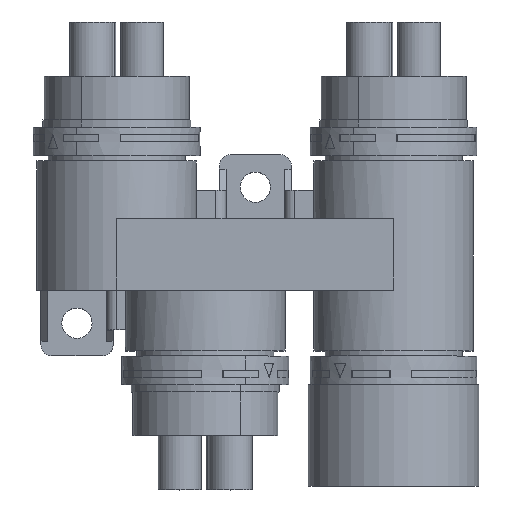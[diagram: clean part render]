
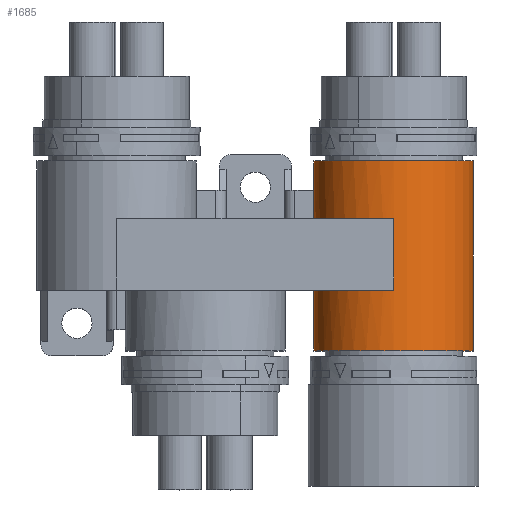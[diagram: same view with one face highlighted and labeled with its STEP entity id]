
A CAD part, top view. The second image highlights one B-rep face of the part: STEP entity #1685.
In plain terms, the highlighted cylindrical face has radius 11 mm (diameter 22 mm), a partial arc.
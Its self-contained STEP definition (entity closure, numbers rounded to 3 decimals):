
#1515=AXIS2_PLACEMENT_3D('Circle Axis2P3D',#1513,#1514,$) ;
#1522=AXIS2_PLACEMENT_3D('Circle Axis2P3D',#1520,#1521,$) ;
#1585=AXIS2_PLACEMENT_3D('Circle Axis2P3D',#1583,#1584,$) ;
#1604=AXIS2_PLACEMENT_3D('Circle Axis2P3D',#1602,#1603,$) ;
#1622=AXIS2_PLACEMENT_3D('Cylinder Axis2P3D',#1619,#1620,#1621) ;
#1633=AXIS2_PLACEMENT_3D('Circle Axis2P3D',#1631,#1632,$) ;
#1647=AXIS2_PLACEMENT_3D('Circle Axis2P3D',#1645,#1646,$) ;
#1661=AXIS2_PLACEMENT_3D('Circle Axis2P3D',#1659,#1660,$) ;
#826=CARTESIAN_POINT('Line Origine',(49.68,32.468,25.)) ;
#830=CARTESIAN_POINT('Vertex',(49.68,37.41,25.)) ;
#832=CARTESIAN_POINT('Vertex',(49.68,27.526,25.)) ;
#1513=CARTESIAN_POINT('Axis2P3D Location',(49.68,37.41,14.)) ;
#1517=CARTESIAN_POINT('Vertex',(48.2,37.41,24.9)) ;
#1520=CARTESIAN_POINT('Axis2P3D Location',(49.68,37.41,14.)) ;
#1524=CARTESIAN_POINT('Vertex',(38.687,37.41,14.4)) ;
#1583=CARTESIAN_POINT('Axis2P3D Location',(49.68,27.526,14.)) ;
#1587=CARTESIAN_POINT('Vertex',(48.2,27.526,24.9)) ;
#1599=CARTESIAN_POINT('Vertex',(38.68,27.526,14.)) ;
#1602=CARTESIAN_POINT('Axis2P3D Location',(49.68,27.526,14.)) ;
#1619=CARTESIAN_POINT('Axis2P3D Location',(49.68,31.64,14.)) ;
#1624=CARTESIAN_POINT('Line Origine',(38.68,31.64,14.)) ;
#1628=CARTESIAN_POINT('Vertex',(38.68,19.15,14.)) ;
#1631=CARTESIAN_POINT('Axis2P3D Location',(49.68,19.15,14.)) ;
#1635=CARTESIAN_POINT('Vertex',(60.68,19.15,14.)) ;
#1638=CARTESIAN_POINT('Line Origine',(60.68,31.64,14.)) ;
#1642=CARTESIAN_POINT('Vertex',(60.68,45.35,14.)) ;
#1645=CARTESIAN_POINT('Axis2P3D Location',(49.68,45.35,14.)) ;
#1649=CARTESIAN_POINT('Vertex',(38.68,45.35,14.)) ;
#1652=CARTESIAN_POINT('Line Origine',(38.68,31.64,14.)) ;
#1656=CARTESIAN_POINT('Vertex',(38.68,41.3,14.)) ;
#1659=CARTESIAN_POINT('Axis2P3D Location',(49.68,41.3,14.)) ;
#1663=CARTESIAN_POINT('Vertex',(38.687,41.3,14.4)) ;
#1666=CARTESIAN_POINT('Line Origine',(38.687,31.64,14.4)) ;
#827=DIRECTION('Vector Direction',(0.,-1.,0.)) ;
#1514=DIRECTION('Axis2P3D Direction',(0.,-1.,0.)) ;
#1521=DIRECTION('Axis2P3D Direction',(0.,-1.,0.)) ;
#1584=DIRECTION('Axis2P3D Direction',(0.,1.,0.)) ;
#1603=DIRECTION('Axis2P3D Direction',(0.,1.,0.)) ;
#1620=DIRECTION('Axis2P3D Direction',(0.,1.,0.)) ;
#1621=DIRECTION('Axis2P3D XDirection',(-1.,0.,0.)) ;
#1625=DIRECTION('Vector Direction',(0.,1.,0.)) ;
#1632=DIRECTION('Axis2P3D Direction',(0.,1.,0.)) ;
#1639=DIRECTION('Vector Direction',(0.,1.,0.)) ;
#1646=DIRECTION('Axis2P3D Direction',(0.,1.,0.)) ;
#1653=DIRECTION('Vector Direction',(0.,1.,0.)) ;
#1660=DIRECTION('Axis2P3D Direction',(0.,1.,0.)) ;
#1667=DIRECTION('Vector Direction',(0.,1.,0.)) ;
#828=VECTOR('Line Direction',#827,1.) ;
#1626=VECTOR('Line Direction',#1625,1.) ;
#1640=VECTOR('Line Direction',#1639,1.) ;
#1654=VECTOR('Line Direction',#1653,1.) ;
#1668=VECTOR('Line Direction',#1667,1.) ;
#1672=ORIENTED_EDGE('',*,*,#1526,.F.) ;
#1673=ORIENTED_EDGE('',*,*,#1519,.F.) ;
#1674=ORIENTED_EDGE('',*,*,#834,.T.) ;
#1675=ORIENTED_EDGE('',*,*,#1589,.F.) ;
#1676=ORIENTED_EDGE('',*,*,#1606,.F.) ;
#1677=ORIENTED_EDGE('',*,*,#1630,.T.) ;
#1678=ORIENTED_EDGE('',*,*,#1637,.F.) ;
#1679=ORIENTED_EDGE('',*,*,#1644,.F.) ;
#1680=ORIENTED_EDGE('',*,*,#1651,.F.) ;
#1681=ORIENTED_EDGE('',*,*,#1658,.T.) ;
#1682=ORIENTED_EDGE('',*,*,#1665,.T.) ;
#1683=ORIENTED_EDGE('',*,*,#1670,.F.) ;
#1685=ADVANCED_FACE('STECKVERBINDER',(#1684),#1623,.T.) ;
#1516=CIRCLE('generated circle',#1515,11.) ;
#1523=CIRCLE('generated circle',#1522,11.) ;
#1586=CIRCLE('generated circle',#1585,11.) ;
#1605=CIRCLE('generated circle',#1604,11.) ;
#1634=CIRCLE('generated circle',#1633,11.) ;
#1648=CIRCLE('generated circle',#1647,11.) ;
#1662=CIRCLE('generated circle',#1661,11.) ;
#1623=CYLINDRICAL_SURFACE('generated cylinder',#1622,11.) ;
#834=EDGE_CURVE('',#831,#833,#829,.T.) ;
#1519=EDGE_CURVE('',#831,#1518,#1516,.T.) ;
#1526=EDGE_CURVE('',#1518,#1525,#1523,.T.) ;
#1589=EDGE_CURVE('',#1588,#833,#1586,.T.) ;
#1606=EDGE_CURVE('',#1600,#1588,#1605,.T.) ;
#1630=EDGE_CURVE('',#1600,#1629,#1627,.F.) ;
#1637=EDGE_CURVE('',#1636,#1629,#1634,.F.) ;
#1644=EDGE_CURVE('',#1643,#1636,#1641,.F.) ;
#1651=EDGE_CURVE('',#1650,#1643,#1648,.T.) ;
#1658=EDGE_CURVE('',#1650,#1657,#1655,.F.) ;
#1665=EDGE_CURVE('',#1657,#1664,#1662,.T.) ;
#1670=EDGE_CURVE('',#1525,#1664,#1669,.T.) ;
#1671=EDGE_LOOP('',(#1672,#1673,#1674,#1675,#1676,#1677,#1678,#1679,#1680,#1681,#1682,#1683)) ;
#1684=FACE_OUTER_BOUND('',#1671,.T.) ;
#829=LINE('Line',#826,#828) ;
#1627=LINE('Line',#1624,#1626) ;
#1641=LINE('Line',#1638,#1640) ;
#1655=LINE('Line',#1652,#1654) ;
#1669=LINE('Line',#1666,#1668) ;
#831=VERTEX_POINT('',#830) ;
#833=VERTEX_POINT('',#832) ;
#1518=VERTEX_POINT('',#1517) ;
#1525=VERTEX_POINT('',#1524) ;
#1588=VERTEX_POINT('',#1587) ;
#1600=VERTEX_POINT('',#1599) ;
#1629=VERTEX_POINT('',#1628) ;
#1636=VERTEX_POINT('',#1635) ;
#1643=VERTEX_POINT('',#1642) ;
#1650=VERTEX_POINT('',#1649) ;
#1657=VERTEX_POINT('',#1656) ;
#1664=VERTEX_POINT('',#1663) ;
